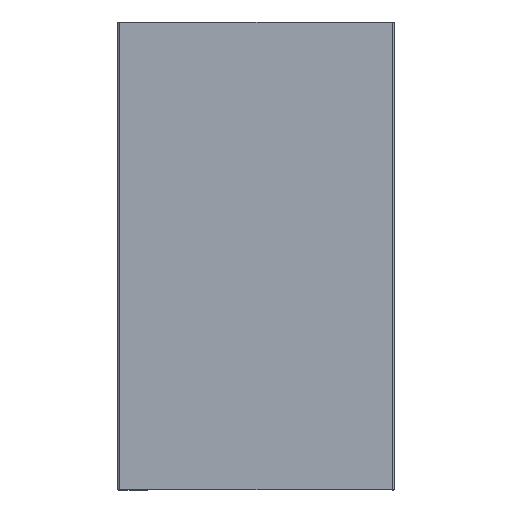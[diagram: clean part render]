
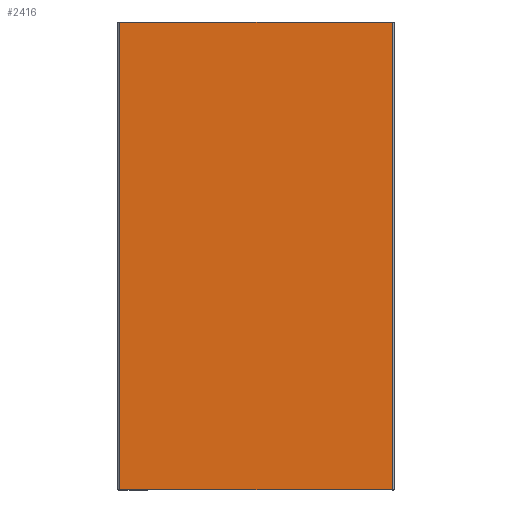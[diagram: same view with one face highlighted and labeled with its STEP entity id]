
A CAD part, front view. The second image highlights one B-rep face of the part: STEP entity #2416.
In plain terms, the highlighted planar face has unit normal (0, -1, 0).
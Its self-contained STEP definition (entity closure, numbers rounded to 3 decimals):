
#420 = LINE ( 'NONE', #4044, #3771 ) ;
#857 = EDGE_CURVE ( 'NONE', #3084, #2338, #1534, .T. ) ;
#887 = CARTESIAN_POINT ( 'NONE',  ( 174.655, 0., -116.314 ) ) ;
#1148 = VERTEX_POINT ( 'NONE', #4876 ) ;
#1174 = ORIENTED_EDGE ( 'NONE', *, *, #2447, .F. ) ;
#1447 = FACE_OUTER_BOUND ( 'NONE', #4436, .T. ) ;
#1534 = LINE ( 'NONE', #2107, #5842 ) ;
#1538 = VERTEX_POINT ( 'NONE', #887 ) ;
#1926 = CARTESIAN_POINT ( 'NONE',  ( -101.57, 0., -116.314 ) ) ;
#2016 = CARTESIAN_POINT ( 'NONE',  ( 0., 0., 0. ) ) ;
#2107 = CARTESIAN_POINT ( 'NONE',  ( 32.205, 0., 0. ) ) ;
#2338 = VERTEX_POINT ( 'NONE', #4465 ) ;
#2416 = ADVANCED_FACE ( 'NONE', ( #1447 ), #6560, .F. ) ;
#2447 = EDGE_CURVE ( 'NONE', #3084, #1148, #420, .T. ) ;
#2761 = LINE ( 'NONE', #4774, #3431 ) ;
#2896 = EDGE_CURVE ( 'NONE', #1538, #2338, #5437, .T. ) ;
#3084 = VERTEX_POINT ( 'NONE', #4581 ) ;
#3280 = EDGE_CURVE ( 'NONE', #1148, #1538, #2761, .T. ) ;
#3301 = ORIENTED_EDGE ( 'NONE', *, *, #2896, .F. ) ;
#3431 = VECTOR ( 'NONE', #3733, 1000. ) ;
#3485 = DIRECTION ( 'NONE',  ( 0., 1., 0. ) ) ;
#3733 = DIRECTION ( 'NONE',  ( 0., 0., -1. ) ) ;
#3771 = VECTOR ( 'NONE', #5561, 1000. ) ;
#4044 = CARTESIAN_POINT ( 'NONE',  ( -101.57, 0., 128.686 ) ) ;
#4252 = ORIENTED_EDGE ( 'NONE', *, *, #3280, .F. ) ;
#4436 = EDGE_LOOP ( 'NONE', ( #4252, #1174, #6043, #3301 ) ) ;
#4465 = CARTESIAN_POINT ( 'NONE',  ( 32.205, 0., -116.314 ) ) ;
#4581 = CARTESIAN_POINT ( 'NONE',  ( 32.205, 0., 128.686 ) ) ;
#4605 = DIRECTION ( 'NONE',  ( 0., 0., 1. ) ) ;
#4614 = AXIS2_PLACEMENT_3D ( 'NONE', #2016, #3485, #4605 ) ;
#4774 = CARTESIAN_POINT ( 'NONE',  ( 174.655, 0., 0. ) ) ;
#4876 = CARTESIAN_POINT ( 'NONE',  ( 174.655, 0., 128.686 ) ) ;
#5437 = LINE ( 'NONE', #1926, #5871 ) ;
#5561 = DIRECTION ( 'NONE',  ( 1., 0., 0. ) ) ;
#5842 = VECTOR ( 'NONE', #6179, 1000. ) ;
#5871 = VECTOR ( 'NONE', #6435, 1000. ) ;
#6043 = ORIENTED_EDGE ( 'NONE', *, *, #857, .T. ) ;
#6179 = DIRECTION ( 'NONE',  ( 0., 0., -1. ) ) ;
#6435 = DIRECTION ( 'NONE',  ( -1., 0., 0. ) ) ;
#6560 = PLANE ( 'NONE',  #4614 ) ;
